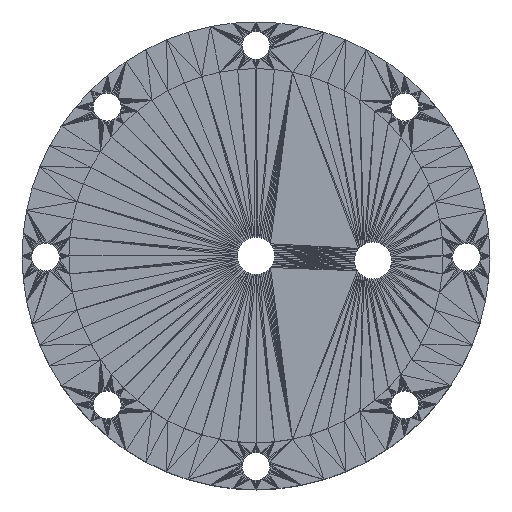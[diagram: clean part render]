
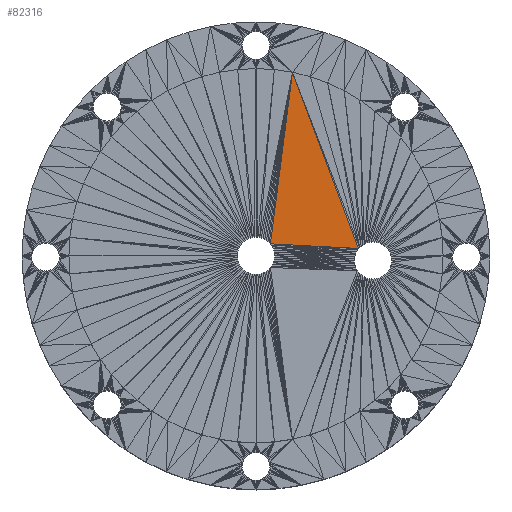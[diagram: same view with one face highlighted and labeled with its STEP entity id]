
A CAD part, top view. The second image highlights one B-rep face of the part: STEP entity #82316.
In plain terms, the highlighted planar face has unit normal (0, 0, 1).
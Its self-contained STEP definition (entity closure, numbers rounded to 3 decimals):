
#79443 = VERTEX_POINT('',#79444);
#79444 = CARTESIAN_POINT('',(1.804,21.231,60.));
#79819 = PLANE('',#79820);
#79820 = AXIS2_PLACEMENT_3D('',#79821,#79822,#79823);
#79821 = CARTESIAN_POINT('',(-0.63,2.861,60.));
#79822 = DIRECTION('',(0.,0.,1.));
#79823 = DIRECTION('',(1.,0.,0.));
#82200 = PLANE('',#82201);
#82201 = AXIS2_PLACEMENT_3D('',#82202,#82203,#82204);
#82202 = CARTESIAN_POINT('',(8.956,2.366,60.));
#82203 = DIRECTION('',(0.,0.,1.));
#82204 = DIRECTION('',(1.,0.,-0.));
#82265 = VERTEX_POINT('',#82266);
#82266 = CARTESIAN_POINT('',(15.906,-16.461,60.));
#82292 = EDGE_CURVE('',#79443,#82265,#82293,.T.);
#82293 = SURFACE_CURVE('',#82294,(#82298,#82305),.PCURVE_S1.);
#82294 = LINE('',#82295,#82296);
#82295 = CARTESIAN_POINT('',(1.804,21.231,60.));
#82296 = VECTOR('',#82297,1.);
#82297 = DIRECTION('',(0.35,-0.937,0.));
#82298 = PCURVE('',#82200,#82299);
#82299 = DEFINITIONAL_REPRESENTATION('',(#82300),#82304);
#82300 = LINE('',#82301,#82302);
#82301 = CARTESIAN_POINT('',(-7.152,18.865));
#82302 = VECTOR('',#82303,1.);
#82303 = DIRECTION('',(0.35,-0.937));
#82304 = ( GEOMETRIC_REPRESENTATION_CONTEXT(2) 
PARAMETRIC_REPRESENTATION_CONTEXT() REPRESENTATION_CONTEXT('2D SPACE',''
  ) );
#82305 = PCURVE('',#82306,#82311);
#82306 = PLANE('',#82307);
#82307 = AXIS2_PLACEMENT_3D('',#82308,#82309,#82310);
#82308 = CARTESIAN_POINT('',(4.772,-1.02,60.));
#82309 = DIRECTION('',(0.,0.,1.));
#82310 = DIRECTION('',(0.,1.,0.));
#82311 = DEFINITIONAL_REPRESENTATION('',(#82312),#82315);
#82312 = B_SPLINE_CURVE_WITH_KNOTS('',1,(#82313,#82314),.UNSPECIFIED.,
  .F.,.F.,(2,2),(0.,40.244),.PIECEWISE_BEZIER_KNOTS.);
#82313 = CARTESIAN_POINT('',(22.251,2.968));
#82314 = CARTESIAN_POINT('',(-15.441,-11.134));
#82315 = ( GEOMETRIC_REPRESENTATION_CONTEXT(2) 
PARAMETRIC_REPRESENTATION_CONTEXT() REPRESENTATION_CONTEXT('2D SPACE',''
  ) );
#82316 = ADVANCED_FACE('',(#82317),#82306,.T.);
#82317 = FACE_BOUND('',#82318,.T.);
#82318 = EDGE_LOOP('',(#82319,#82320,#82342));
#82319 = ORIENTED_EDGE('',*,*,#82292,.F.);
#82320 = ORIENTED_EDGE('',*,*,#82321,.T.);
#82321 = EDGE_CURVE('',#79443,#82322,#82324,.T.);
#82322 = VERTEX_POINT('',#82323);
#82323 = CARTESIAN_POINT('',(-2.906,-15.461,60.));
#82324 = SURFACE_CURVE('',#82325,(#82329,#82336),.PCURVE_S1.);
#82325 = LINE('',#82326,#82327);
#82326 = CARTESIAN_POINT('',(1.804,21.231,60.));
#82327 = VECTOR('',#82328,1.);
#82328 = DIRECTION('',(-0.127,-0.992,0.));
#82329 = PCURVE('',#82306,#82330);
#82330 = DEFINITIONAL_REPRESENTATION('',(#82331),#82335);
#82331 = LINE('',#82332,#82333);
#82332 = CARTESIAN_POINT('',(22.251,2.968));
#82333 = VECTOR('',#82334,1.);
#82334 = DIRECTION('',(-0.992,0.127));
#82335 = ( GEOMETRIC_REPRESENTATION_CONTEXT(2) 
PARAMETRIC_REPRESENTATION_CONTEXT() REPRESENTATION_CONTEXT('2D SPACE',''
  ) );
#82336 = PCURVE('',#79819,#82337);
#82337 = DEFINITIONAL_REPRESENTATION('',(#82338),#82341);
#82338 = B_SPLINE_CURVE_WITH_KNOTS('',1,(#82339,#82340),.UNSPECIFIED.,
  .F.,.F.,(2,2),(0.,36.993),.PIECEWISE_BEZIER_KNOTS.);
#82339 = CARTESIAN_POINT('',(2.434,18.37));
#82340 = CARTESIAN_POINT('',(-2.276,-18.322));
#82341 = ( GEOMETRIC_REPRESENTATION_CONTEXT(2) 
PARAMETRIC_REPRESENTATION_CONTEXT() REPRESENTATION_CONTEXT('2D SPACE',''
  ) );
#82342 = ORIENTED_EDGE('',*,*,#82343,.F.);
#82343 = EDGE_CURVE('',#82265,#82322,#82344,.T.);
#82344 = SURFACE_CURVE('',#82345,(#82349,#82355),.PCURVE_S1.);
#82345 = LINE('',#82346,#82347);
#82346 = CARTESIAN_POINT('',(15.906,-16.461,60.));
#82347 = VECTOR('',#82348,1.);
#82348 = DIRECTION('',(-0.999,0.053,0.));
#82349 = PCURVE('',#82306,#82350);
#82350 = DEFINITIONAL_REPRESENTATION('',(#82351),#82354);
#82351 = B_SPLINE_CURVE_WITH_KNOTS('',1,(#82352,#82353),.UNSPECIFIED.,
  .F.,.F.,(2,2),(0.,18.839),.PIECEWISE_BEZIER_KNOTS.);
#82352 = CARTESIAN_POINT('',(-15.441,-11.134));
#82353 = CARTESIAN_POINT('',(-14.441,7.678));
#82354 = ( GEOMETRIC_REPRESENTATION_CONTEXT(2) 
PARAMETRIC_REPRESENTATION_CONTEXT() REPRESENTATION_CONTEXT('2D SPACE',''
  ) );
#82355 = PCURVE('',#82356,#82361);
#82356 = PLANE('',#82357);
#82357 = AXIS2_PLACEMENT_3D('',#82358,#82359,#82360);
#82358 = CARTESIAN_POINT('',(6.461,-16.035,60.));
#82359 = DIRECTION('',(0.,0.,1.));
#82360 = DIRECTION('',(0.,1.,0.));
#82361 = DEFINITIONAL_REPRESENTATION('',(#82362),#82366);
#82362 = LINE('',#82363,#82364);
#82363 = CARTESIAN_POINT('',(-0.426,-9.445));
#82364 = VECTOR('',#82365,1.);
#82365 = DIRECTION('',(0.053,0.999));
#82366 = ( GEOMETRIC_REPRESENTATION_CONTEXT(2) 
PARAMETRIC_REPRESENTATION_CONTEXT() REPRESENTATION_CONTEXT('2D SPACE',''
  ) );
